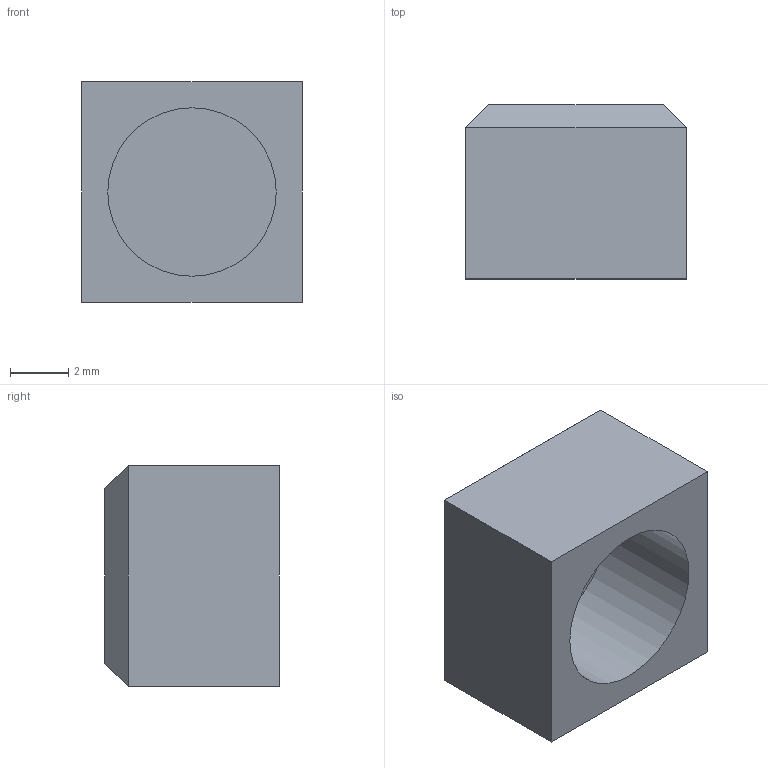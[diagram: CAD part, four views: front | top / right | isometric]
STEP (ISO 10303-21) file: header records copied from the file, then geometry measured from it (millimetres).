
FILE_DESCRIPTION(('FreeCAD Model'),'2;1');
FILE_NAME('Open CASCADE Shape Model','2024-03-19T14:10:18',(''),(''), 'Open CASCADE STEP processor 7.6','FreeCAD','Unknown');
FILE_SCHEMA(('AUTOMOTIVE_DESIGN { 1 0 10303 214 1 1 1 1 }'));
Length unit declared in the file: millimetre
Products named in the file (2): ButtonBack; Body004
Assembly tree (1 placements, depth 2):
  ButtonBack
    Body004
Bounding box: 7.6 x 6 x 7.6 mm (x, y, z)
Volume: 231.8 mm3; surface area: 355.5 mm2
Topology: 1 solids, 1 shells, 12 faces, 23 edges, 14 vertices
Faces by surface type: plane 11, cylinder 1
Full cylindrical faces by diameter (mm): 5.8 x1
Entity records: 337 total; most frequent: DIRECTION 53, CARTESIAN_POINT 51, ORIENTED_EDGE 46, EDGE_CURVE 23, LINE 21, VECTOR 21, AXIS2_PLACEMENT_3D 16, VERTEX_POINT 14
